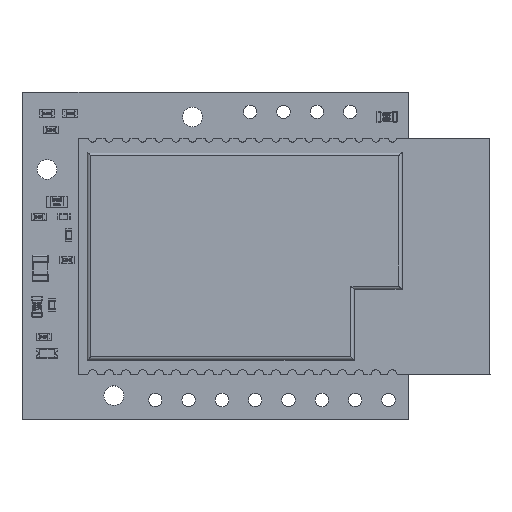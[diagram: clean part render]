
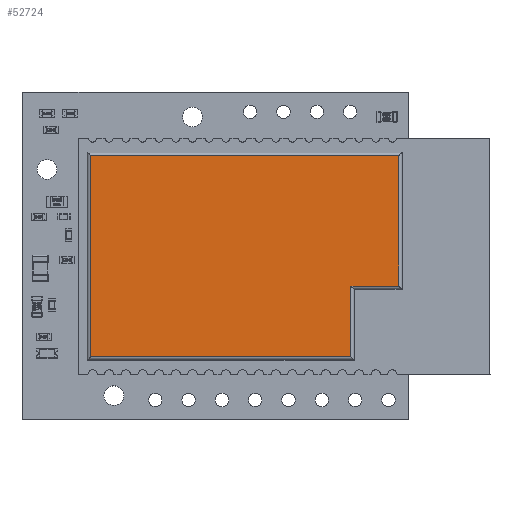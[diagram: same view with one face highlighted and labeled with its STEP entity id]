
A CAD part, top view. The second image highlights one B-rep face of the part: STEP entity #52724.
In plain terms, the highlighted face is planar.
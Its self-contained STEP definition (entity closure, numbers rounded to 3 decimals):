
#52649 = VERTEX_POINT('',#52650);
#52650 = CARTESIAN_POINT('',(0.95,3.3,-1.325));
#52662 = EDGE_CURVE('',#52663,#52649,#52665,.T.);
#52663 = VERTEX_POINT('',#52664);
#52664 = CARTESIAN_POINT('',(0.95,3.3,-16.675));
#52665 = LINE('',#52666,#52667);
#52666 = CARTESIAN_POINT('',(0.95,3.3,-16.675));
#52667 = VECTOR('',#52668,1.);
#52668 = DIRECTION('',(0.,0.,1.));
#52694 = VERTEX_POINT('',#52695);
#52695 = CARTESIAN_POINT('',(24.45,3.3,-16.675));
#52714 = EDGE_CURVE('',#52694,#52663,#52715,.T.);
#52715 = LINE('',#52716,#52717);
#52716 = CARTESIAN_POINT('',(24.45,3.3,-16.675));
#52717 = VECTOR('',#52718,1.);
#52718 = DIRECTION('',(-1.,0.,0.));
#52724 = ADVANCED_FACE('',(#52725),#52759,.T.);
#52725 = FACE_BOUND('',#52726,.F.);
#52726 = EDGE_LOOP('',(#52727,#52735,#52743,#52751,#52757,#52758));
#52727 = ORIENTED_EDGE('',*,*,#52728,.F.);
#52728 = EDGE_CURVE('',#52729,#52694,#52731,.T.);
#52729 = VERTEX_POINT('',#52730);
#52730 = CARTESIAN_POINT('',(24.45,3.3,-6.725));
#52731 = LINE('',#52732,#52733);
#52732 = CARTESIAN_POINT('',(24.45,3.3,-6.725));
#52733 = VECTOR('',#52734,1.);
#52734 = DIRECTION('',(0.,0.,-1.));
#52735 = ORIENTED_EDGE('',*,*,#52736,.F.);
#52736 = EDGE_CURVE('',#52737,#52729,#52739,.T.);
#52737 = VERTEX_POINT('',#52738);
#52738 = CARTESIAN_POINT('',(20.8,3.3,-6.725));
#52739 = LINE('',#52740,#52741);
#52740 = CARTESIAN_POINT('',(20.8,3.3,-6.725));
#52741 = VECTOR('',#52742,1.);
#52742 = DIRECTION('',(1.,0.,0.));
#52743 = ORIENTED_EDGE('',*,*,#52744,.F.);
#52744 = EDGE_CURVE('',#52745,#52737,#52747,.T.);
#52745 = VERTEX_POINT('',#52746);
#52746 = CARTESIAN_POINT('',(20.8,3.3,-1.325));
#52747 = LINE('',#52748,#52749);
#52748 = CARTESIAN_POINT('',(20.8,3.3,-1.325));
#52749 = VECTOR('',#52750,1.);
#52750 = DIRECTION('',(0.,0.,-1.));
#52751 = ORIENTED_EDGE('',*,*,#52752,.F.);
#52752 = EDGE_CURVE('',#52649,#52745,#52753,.T.);
#52753 = LINE('',#52754,#52755);
#52754 = CARTESIAN_POINT('',(0.95,3.3,-1.325));
#52755 = VECTOR('',#52756,1.);
#52756 = DIRECTION('',(1.,0.,0.));
#52757 = ORIENTED_EDGE('',*,*,#52662,.F.);
#52758 = ORIENTED_EDGE('',*,*,#52714,.F.);
#52759 = PLANE('',#52760);
#52760 = AXIS2_PLACEMENT_3D('',#52761,#52762,#52763);
#52761 = CARTESIAN_POINT('',(0.,3.3,0.));
#52762 = DIRECTION('',(0.,1.,0.));
#52763 = DIRECTION('',(1.,0.,0.));
